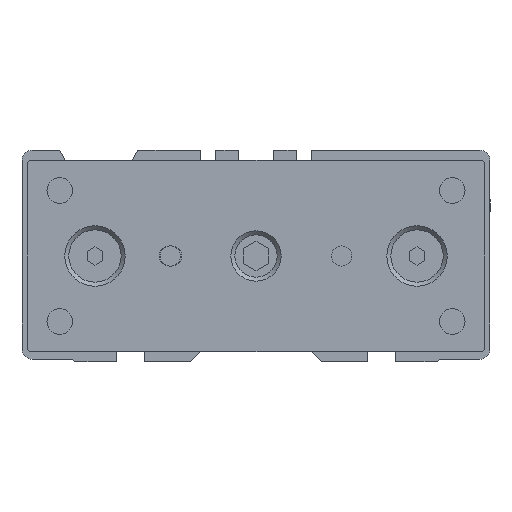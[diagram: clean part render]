
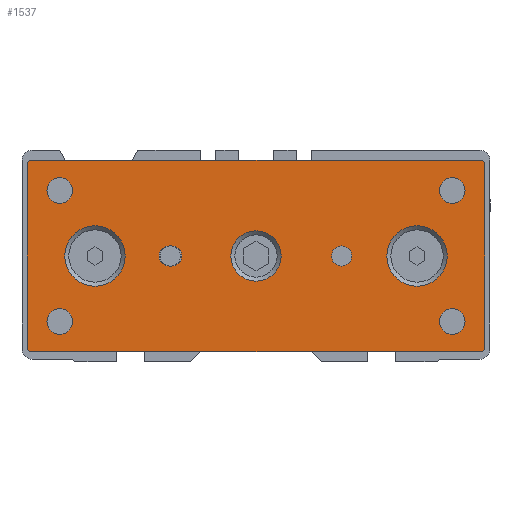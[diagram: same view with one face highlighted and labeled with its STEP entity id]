
A CAD part, left-side view. The second image highlights one B-rep face of the part: STEP entity #1537.
In plain terms, the highlighted planar face has unit normal (-1, 0, 0).
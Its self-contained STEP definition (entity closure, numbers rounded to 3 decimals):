
#916=CARTESIAN_POINT('',(0.,-38.,0.));
#917=VERTEX_POINT('Vertex51',#916);
#918=CARTESIAN_POINT('',(0.,-32.,
0.));
#919=DIRECTION('',(1.,0.,0.));
#920=DIRECTION('',(0.,-1.,0.));
#921=AXIS2_PLACEMENT_3D('',#918,#919,#920);
#922=CIRCLE('nurbsCrv69',#921,6.);
#923=EDGE_CURVE('Edge69',#917,#917,#922,.T.);
#936=CARTESIAN_POINT('',(0.,-5.,0.));
#937=VERTEX_POINT('Vertex52',#936);
#938=CARTESIAN_POINT('',(0.,0.,
0.));
#939=DIRECTION('',(1.,0.,0.));
#940=DIRECTION('',(0.,-1.,0.));
#941=AXIS2_PLACEMENT_3D('',#938,#939,#940);
#942=CIRCLE('nurbsCrv70',#941,5.);
#943=EDGE_CURVE('Edge70',#937,#937,#942,.T.);
#956=CARTESIAN_POINT('',(0.,26.,0.));
#957=VERTEX_POINT('Vertex53',#956);
#958=CARTESIAN_POINT('',(0.,32.,
0.));
#959=DIRECTION('',(1.,0.,0.));
#960=DIRECTION('',(0.,-1.,0.));
#961=AXIS2_PLACEMENT_3D('',#958,#959,#960);
#962=CIRCLE('nurbsCrv71',#961,6.);
#963=EDGE_CURVE('Edge71',#957,#957,#962,.T.);
#984=CARTESIAN_POINT('',(0.,17.25,-2.));
#985=VERTEX_POINT('Vertex55',#984);
#992=CARTESIAN_POINT('',(0.,16.75,-2.));
#993=VERTEX_POINT('Vertex56',#992);
#994=CARTESIAN_POINT('',(0.,17.,-2.));
#995=DIRECTION('',(0.,1.,0.));
#996=VECTOR('',#995,1.);
#997=LINE('nurbsCrv74',#994,#996);
#998=EDGE_CURVE('Edge74',#993,#985,#997,.T.);
#1076=CARTESIAN_POINT('',(0.,-19.,0.));
#1077=VERTEX_POINT('Vertex60',#1076);
#1078=CARTESIAN_POINT('',(0.,-17.,
0.));
#1079=DIRECTION('',(1.,0.,0.));
#1080=DIRECTION('',(0.,-1.,0.));
#1081=AXIS2_PLACEMENT_3D('',#1078,#1079,#1080);
#1082=CIRCLE('nurbsCrv81',#1081,2.);
#1083=EDGE_CURVE('Edge81',#1077,#1077,#1082,.T.);
#1095=CARTESIAN_POINT('',(0.,16.75,2.));
#1096=VERTEX_POINT('Vertex61',#1095);
#1097=CARTESIAN_POINT('',(0.,16.75,
0.));
#1098=DIRECTION('',(1.,0.,0.));
#1099=DIRECTION('',(0.,0.,1.));
#1100=AXIS2_PLACEMENT_3D('',#1097,#1098,#1099);
#1101=CIRCLE('nurbsCrv82',#1100,2.);
#1102=EDGE_CURVE('Edge82',#1096,#993,#1101,.T.);
#1120=CARTESIAN_POINT('',(0.,17.25,2.));
#1121=VERTEX_POINT('Vertex62',#1120);
#1122=CARTESIAN_POINT('',(0.,17.,2.));
#1123=DIRECTION('',(0.,-1.,0.));
#1124=VECTOR('',#1123,1.);
#1125=LINE('nurbsCrv84',#1122,#1124);
#1126=EDGE_CURVE('Edge84',#1121,#1096,#1125,.T.);
#1145=CARTESIAN_POINT('',(0.,17.25,
0.));
#1146=DIRECTION('',(1.,0.,0.));
#1147=DIRECTION('',(0.,0.,-1.));
#1148=AXIS2_PLACEMENT_3D('',#1145,#1146,#1147);
#1149=CIRCLE('nurbsCrv86',#1148,2.);
#1150=EDGE_CURVE('Edge86',#985,#1121,#1149,.T.);
#1181=CARTESIAN_POINT('',(0.,-41.55,-13.));
#1182=VERTEX_POINT('Vertex64',#1181);
#1183=CARTESIAN_POINT('',(0.,-39.,-13.));
#1184=DIRECTION('',(1.,0.,0.));
#1185=DIRECTION('',(0.,-1.,0.));
#1186=AXIS2_PLACEMENT_3D('',#1183,#1184,#1185);
#1187=CIRCLE('nurbsCrv88',#1186,2.55);
#1188=EDGE_CURVE('Edge88',#1182,#1182,#1187,.T.);
#1218=CARTESIAN_POINT('',(0.,-41.55,13.));
#1219=VERTEX_POINT('Vertex66',#1218);
#1220=CARTESIAN_POINT('',(0.,-39.,13.));
#1221=DIRECTION('',(1.,0.,0.));
#1222=DIRECTION('',(0.,-1.,0.));
#1223=AXIS2_PLACEMENT_3D('',#1220,#1221,#1222);
#1224=CIRCLE('nurbsCrv90',#1223,2.55);
#1225=EDGE_CURVE('Edge90',#1219,#1219,#1224,.T.);
#1255=CARTESIAN_POINT('',(0.,36.45,-13.));
#1256=VERTEX_POINT('Vertex68',#1255);
#1257=CARTESIAN_POINT('',(0.,39.,-13.));
#1258=DIRECTION('',(1.,0.,0.));
#1259=DIRECTION('',(0.,-1.,0.));
#1260=AXIS2_PLACEMENT_3D('',#1257,#1258,#1259);
#1261=CIRCLE('nurbsCrv92',#1260,2.55);
#1262=EDGE_CURVE('Edge92',#1256,#1256,#1261,.T.);
#1292=CARTESIAN_POINT('',(0.,36.45,13.));
#1293=VERTEX_POINT('Vertex70',#1292);
#1294=CARTESIAN_POINT('',(0.,39.,13.));
#1295=DIRECTION('',(1.,0.,0.));
#1296=DIRECTION('',(0.,-1.,0.));
#1297=AXIS2_PLACEMENT_3D('',#1294,#1295,#1296);
#1298=CIRCLE('nurbsCrv94',#1297,2.55);
#1299=EDGE_CURVE('Edge94',#1293,#1293,#1298,.T.);
#1319=CARTESIAN_POINT('',(0.,45.5,18.5));
#1320=VERTEX_POINT('Vertex73',#1319);
#1327=CARTESIAN_POINT('',(0.,45.,19.));
#1328=VERTEX_POINT('Vertex74',#1327);
#1329=CARTESIAN_POINT('',(0.,45.25,18.75));
#1330=DIRECTION('',(0.,-0.707,0.707));
#1331=VECTOR('',#1330,1.);
#1332=LINE('nurbsCrv97',#1329,#1331);
#1333=EDGE_CURVE('Edge97',#1320,#1328,#1332,.T.);
#1357=CARTESIAN_POINT('',(0.,45.5,-18.5));
#1358=VERTEX_POINT('Vertex76',#1357);
#1365=CARTESIAN_POINT('',(0.,45.5,0.));
#1366=DIRECTION('',(0.,0.,1.));
#1367=VECTOR('',#1366,1.);
#1368=LINE('nurbsCrv101',#1365,#1367);
#1369=EDGE_CURVE('Edge101',#1358,#1320,#1368,.T.);
#1388=CARTESIAN_POINT('',(0.,45.,-19.));
#1389=VERTEX_POINT('Vertex78',#1388);
#1396=CARTESIAN_POINT('',(0.,45.25,-18.75));
#1397=DIRECTION('',(0.,0.707,0.707));
#1398=VECTOR('',#1397,1.);
#1399=LINE('nurbsCrv104',#1396,#1398);
#1400=EDGE_CURVE('Edge104',#1389,#1358,#1399,.T.);
#1419=CARTESIAN_POINT('',(0.,-45.,-19.));
#1420=VERTEX_POINT('Vertex80',#1419);
#1427=CARTESIAN_POINT('',(0.,0.,-19.));
#1428=DIRECTION('',(0.,1.,0.));
#1429=VECTOR('',#1428,1.);
#1430=LINE('nurbsCrv107',#1427,#1429);
#1431=EDGE_CURVE('Edge107',#1420,#1389,#1430,.T.);
#1450=CARTESIAN_POINT('',(0.,-45.5,-18.5));
#1451=VERTEX_POINT('Vertex82',#1450);
#1458=CARTESIAN_POINT('',(0.,-45.25,-18.75));
#1459=DIRECTION('',(0.,0.707,-0.707));
#1460=VECTOR('',#1459,1.);
#1461=LINE('nurbsCrv110',#1458,#1460);
#1462=EDGE_CURVE('Edge110',#1451,#1420,#1461,.T.);
#1473=CARTESIAN_POINT('',(0.,-45.5,18.5));
#1474=VERTEX_POINT('Vertex84',#1473);
#1475=CARTESIAN_POINT('',(0.,-45.,19.));
#1476=VERTEX_POINT('Vertex83',#1475);
#1477=CARTESIAN_POINT('',(0.,-45.25,18.75));
#1478=DIRECTION('',(0.,0.707,0.707));
#1479=VECTOR('',#1478,1.);
#1480=LINE('nurbsCrv111',#1477,#1479);
#1481=EDGE_CURVE('Edge111',#1474,#1476,#1480,.T.);
#1482=ORIENTED_EDGE('Edgeuse198',*,*,#1481,.T.);
#1483=CARTESIAN_POINT('',(0.,0.,19.));
#1484=DIRECTION('',(0.,1.,0.));
#1485=VECTOR('',#1484,1.);
#1486=LINE('nurbsCrv112',#1483,#1485);
#1487=EDGE_CURVE('Edge112',#1476,#1328,#1486,.T.);
#1488=ORIENTED_EDGE('Edgeuse199',*,*,#1487,.T.);
#1489=ORIENTED_EDGE('Edgeuse200',*,*,#1333,.F.);
#1490=ORIENTED_EDGE('Edgeuse201',*,*,#1369,.F.);
#1491=ORIENTED_EDGE('Edgeuse202',*,*,#1400,.F.);
#1492=ORIENTED_EDGE('Edgeuse203',*,*,#1431,.F.);
#1493=ORIENTED_EDGE('Edgeuse204',*,*,#1462,.F.);
#1494=CARTESIAN_POINT('',(0.,-45.5,0.));
#1495=DIRECTION('',(0.,0.,1.));
#1496=VECTOR('',#1495,1.);
#1497=LINE('nurbsCrv113',#1494,#1496);
#1498=EDGE_CURVE('Edge113',#1451,#1474,#1497,.T.);
#1499=ORIENTED_EDGE('Edgeuse205',*,*,#1498,.T.);
#1500=EDGE_LOOP('',(#1482,#1488,#1489,#1490,#1491,#1492,#1493,#1499));
#1501=FACE_OUTER_BOUND('',#1500,.T.);
#1502=ORIENTED_EDGE('Edgeuse206',*,*,#1083,.T.);
#1503=EDGE_LOOP('',(#1502));
#1504=FACE_BOUND('',#1503,.T.);
#1505=ORIENTED_EDGE('Edgeuse207',*,*,#998,.T.);
#1506=ORIENTED_EDGE('Edgeuse208',*,*,#1150,.T.);
#1507=ORIENTED_EDGE('Edgeuse209',*,*,#1126,.T.);
#1508=ORIENTED_EDGE('Edgeuse210',*,*,#1102,.T.);
#1509=EDGE_LOOP('',(#1505,#1506,#1507,#1508));
#1510=FACE_BOUND('',#1509,.T.);
#1511=ORIENTED_EDGE('Edgeuse191',*,*,#963,.T.);
#1512=EDGE_LOOP('',(#1511));
#1513=FACE_BOUND('',#1512,.T.);
#1514=ORIENTED_EDGE('Edgeuse192',*,*,#943,.T.);
#1515=EDGE_LOOP('',(#1514));
#1516=FACE_BOUND('',#1515,.T.);
#1517=ORIENTED_EDGE('Edgeuse193',*,*,#923,.T.);
#1518=EDGE_LOOP('',(#1517));
#1519=FACE_BOUND('',#1518,.T.);
#1520=ORIENTED_EDGE('Edgeuse194',*,*,#1299,.T.);
#1521=EDGE_LOOP('',(#1520));
#1522=FACE_BOUND('',#1521,.T.);
#1523=ORIENTED_EDGE('Edgeuse195',*,*,#1262,.T.);
#1524=EDGE_LOOP('',(#1523));
#1525=FACE_BOUND('',#1524,.T.);
#1526=ORIENTED_EDGE('Edgeuse196',*,*,#1225,.T.);
#1527=EDGE_LOOP('',(#1526));
#1528=FACE_BOUND('',#1527,.T.);
#1529=ORIENTED_EDGE('Edgeuse197',*,*,#1188,.T.);
#1530=EDGE_LOOP('',(#1529));
#1531=FACE_BOUND('',#1530,.T.);
#1532=CARTESIAN_POINT('',(0.,0.,0.));
#1533=DIRECTION('',(-1.,0.,0.));
#1534=DIRECTION('',(0.,-1.,0.));
#1535=AXIS2_PLACEMENT_3D('',#1532,#1533,#1534);
#1536=PLANE('nurbsSrf54',#1535);
#1537=ADVANCED_FACE('Face54',(#1501,#1504,#1510,#1513,#1516,#1519,#1522,#1525,
#1528,#1531),#1536,.T.);
